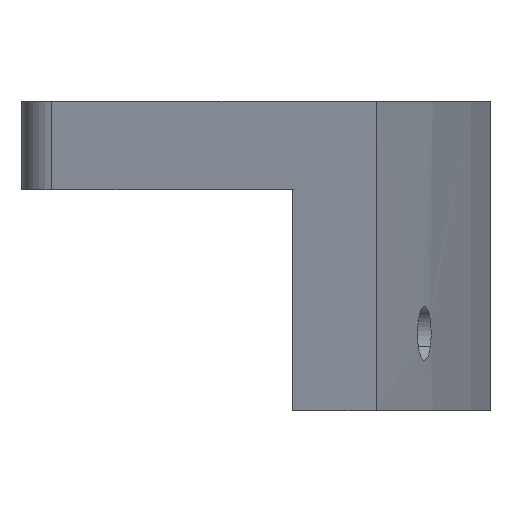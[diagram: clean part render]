
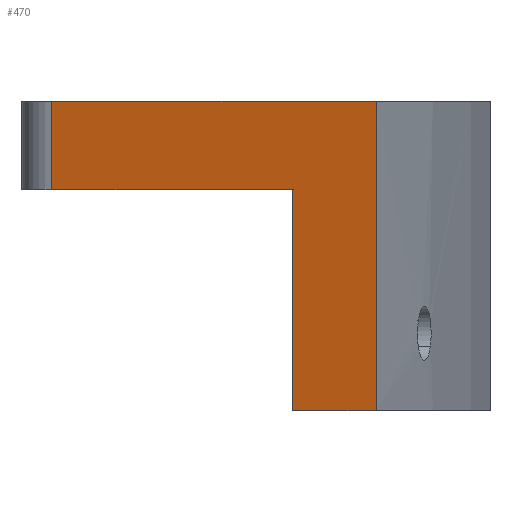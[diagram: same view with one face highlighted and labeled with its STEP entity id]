
A CAD part, front view. The second image highlights one B-rep face of the part: STEP entity #470.
In plain terms, the highlighted planar face has unit normal (-0.326, -0.946, 0).
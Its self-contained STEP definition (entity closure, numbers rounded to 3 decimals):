
#57=CARTESIAN_POINT('Line Origine',(91.243,-31.417,-7.)) ;
#61=CARTESIAN_POINT('Vertex',(91.243,-31.417,-14.)) ;
#63=CARTESIAN_POINT('Vertex',(91.243,-31.417,0.)) ;
#175=CARTESIAN_POINT('Vertex',(87.46,-30.115,-14.)) ;
#183=CARTESIAN_POINT('Line Origine',(89.352,-30.766,-14.)) ;
#431=CARTESIAN_POINT('Axis2P3D Location',(74.696,-25.72,0.)) ;
#436=CARTESIAN_POINT('Line Origine',(82.012,-28.239,-4.)) ;
#440=CARTESIAN_POINT('Vertex',(87.46,-30.115,-4.)) ;
#442=CARTESIAN_POINT('Vertex',(76.564,-26.363,-4.)) ;
#445=CARTESIAN_POINT('Line Origine',(87.46,-30.115,-9.)) ;
#450=CARTESIAN_POINT('Line Origine',(83.903,-28.89,0.)) ;
#454=CARTESIAN_POINT('Vertex',(76.564,-26.363,0.)) ;
#457=CARTESIAN_POINT('Line Origine',(76.564,-26.363,-2.)) ;
#58=DIRECTION('Vector Direction',(0.,0.,1.)) ;
#184=DIRECTION('Vector Direction',(0.946,-0.326,0.)) ;
#432=DIRECTION('Axis2P3D Direction',(-0.326,-0.946,0.)) ;
#433=DIRECTION('Axis2P3D XDirection',(0.946,-0.326,0.)) ;
#437=DIRECTION('Vector Direction',(0.946,-0.326,0.)) ;
#446=DIRECTION('Vector Direction',(0.,0.,1.)) ;
#451=DIRECTION('Vector Direction',(0.946,-0.326,0.)) ;
#458=DIRECTION('Vector Direction',(0.,0.,1.)) ;
#434=AXIS2_PLACEMENT_3D('Plane Axis2P3D',#431,#432,#433) ;
#463=ORIENTED_EDGE('',*,*,#444,.F.) ;
#464=ORIENTED_EDGE('',*,*,#449,.F.) ;
#465=ORIENTED_EDGE('',*,*,#187,.T.) ;
#466=ORIENTED_EDGE('',*,*,#65,.T.) ;
#467=ORIENTED_EDGE('',*,*,#456,.F.) ;
#468=ORIENTED_EDGE('',*,*,#461,.F.) ;
#59=VECTOR('Line Direction',#58,1.) ;
#185=VECTOR('Line Direction',#184,1.) ;
#438=VECTOR('Line Direction',#437,1.) ;
#447=VECTOR('Line Direction',#446,1.) ;
#452=VECTOR('Line Direction',#451,1.) ;
#459=VECTOR('Line Direction',#458,1.) ;
#470=ADVANCED_FACE('Hauptk\X2\00F6\X0\rper',(#469),#435,.T.) ;
#65=EDGE_CURVE('',#62,#64,#60,.T.) ;
#187=EDGE_CURVE('',#176,#62,#186,.T.) ;
#444=EDGE_CURVE('',#441,#443,#439,.F.) ;
#449=EDGE_CURVE('',#176,#441,#448,.T.) ;
#456=EDGE_CURVE('',#455,#64,#453,.T.) ;
#461=EDGE_CURVE('',#443,#455,#460,.T.) ;
#462=EDGE_LOOP('',(#463,#464,#465,#466,#467,#468)) ;
#469=FACE_OUTER_BOUND('',#462,.T.) ;
#60=LINE('Line',#57,#59) ;
#186=LINE('Line',#183,#185) ;
#439=LINE('Line',#436,#438) ;
#448=LINE('Line',#445,#447) ;
#453=LINE('Line',#450,#452) ;
#460=LINE('Line',#457,#459) ;
#435=PLANE('',#434) ;
#62=VERTEX_POINT('',#61) ;
#64=VERTEX_POINT('',#63) ;
#176=VERTEX_POINT('',#175) ;
#441=VERTEX_POINT('',#440) ;
#443=VERTEX_POINT('',#442) ;
#455=VERTEX_POINT('',#454) ;
